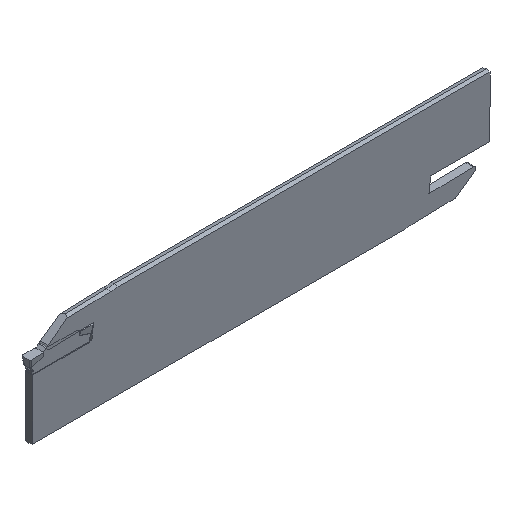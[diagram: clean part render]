
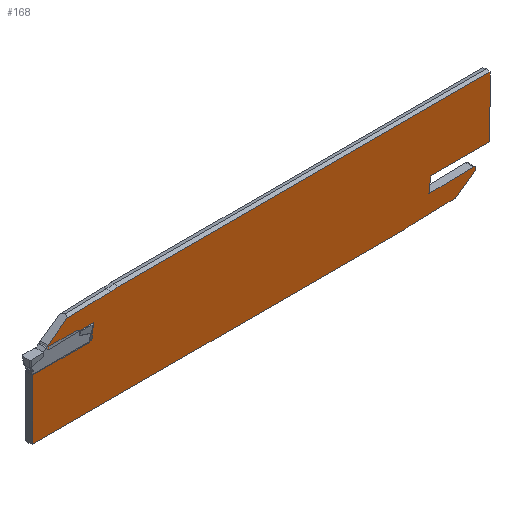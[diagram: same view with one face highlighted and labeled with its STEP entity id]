
A CAD part, isometric view. The second image highlights one B-rep face of the part: STEP entity #168.
In plain terms, the highlighted planar face has unit normal (0, -1, 0).
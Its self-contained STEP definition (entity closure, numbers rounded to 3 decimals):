
#168=ADVANCED_FACE('',(#306),#220,.T.);
#220=PLANE('',#1753);
#306=FACE_OUTER_BOUND('',#398,.T.);
#398=EDGE_LOOP('',(#806,#807,#808,#809,#810,#811,#812,#813,#814,#815,#816,
#817,#818,#819,#820,#821,#822,#823,#824,#825));
#460=CIRCLE('',#1749,25.328);
#461=CIRCLE('',#1750,0.8);
#462=CIRCLE('',#1751,25.328);
#463=CIRCLE('',#1752,0.8);
#806=ORIENTED_EDGE('',*,*,#1245,.T.);
#807=ORIENTED_EDGE('',*,*,#1246,.T.);
#808=ORIENTED_EDGE('',*,*,#1247,.F.);
#809=ORIENTED_EDGE('',*,*,#1240,.F.);
#810=ORIENTED_EDGE('',*,*,#1248,.T.);
#811=ORIENTED_EDGE('',*,*,#1249,.F.);
#812=ORIENTED_EDGE('',*,*,#1250,.T.);
#813=ORIENTED_EDGE('',*,*,#1251,.T.);
#814=ORIENTED_EDGE('',*,*,#1252,.T.);
#815=ORIENTED_EDGE('',*,*,#1253,.T.);
#816=ORIENTED_EDGE('',*,*,#1254,.T.);
#817=ORIENTED_EDGE('',*,*,#1255,.T.);
#818=ORIENTED_EDGE('',*,*,#1256,.T.);
#819=ORIENTED_EDGE('',*,*,#1257,.T.);
#820=ORIENTED_EDGE('',*,*,#1258,.T.);
#821=ORIENTED_EDGE('',*,*,#1259,.F.);
#822=ORIENTED_EDGE('',*,*,#1260,.T.);
#823=ORIENTED_EDGE('',*,*,#1261,.T.);
#824=ORIENTED_EDGE('',*,*,#1262,.T.);
#825=ORIENTED_EDGE('',*,*,#1263,.T.);
#1040=VERTEX_POINT('',#2646);
#1041=VERTEX_POINT('',#2648);
#1044=VERTEX_POINT('',#2658);
#1045=VERTEX_POINT('',#2659);
#1046=VERTEX_POINT('',#2661);
#1047=VERTEX_POINT('',#2664);
#1048=VERTEX_POINT('',#2666);
#1049=VERTEX_POINT('',#2668);
#1050=VERTEX_POINT('',#2670);
#1051=VERTEX_POINT('',#2672);
#1052=VERTEX_POINT('',#2674);
#1053=VERTEX_POINT('',#2676);
#1054=VERTEX_POINT('',#2678);
#1055=VERTEX_POINT('',#2680);
#1056=VERTEX_POINT('',#2682);
#1057=VERTEX_POINT('',#2684);
#1058=VERTEX_POINT('',#2686);
#1059=VERTEX_POINT('',#2688);
#1060=VERTEX_POINT('',#2690);
#1061=VERTEX_POINT('',#2692);
#1240=EDGE_CURVE('',#1040,#1041,#1402,.T.);
#1245=EDGE_CURVE('',#1044,#1045,#1407,.T.);
#1246=EDGE_CURVE('',#1045,#1046,#1408,.T.);
#1247=EDGE_CURVE('',#1041,#1046,#1409,.T.);
#1248=EDGE_CURVE('',#1040,#1047,#1410,.T.);
#1249=EDGE_CURVE('',#1048,#1047,#460,.T.);
#1250=EDGE_CURVE('',#1048,#1049,#1411,.T.);
#1251=EDGE_CURVE('',#1049,#1050,#1412,.T.);
#1252=EDGE_CURVE('',#1050,#1051,#461,.T.);
#1253=EDGE_CURVE('',#1051,#1052,#1413,.T.);
#1254=EDGE_CURVE('',#1052,#1053,#1414,.T.);
#1255=EDGE_CURVE('',#1053,#1054,#1415,.T.);
#1256=EDGE_CURVE('',#1054,#1055,#1416,.T.);
#1257=EDGE_CURVE('',#1055,#1056,#1417,.T.);
#1258=EDGE_CURVE('',#1056,#1057,#1418,.T.);
#1259=EDGE_CURVE('',#1058,#1057,#462,.T.);
#1260=EDGE_CURVE('',#1058,#1059,#1419,.T.);
#1261=EDGE_CURVE('',#1059,#1060,#1420,.T.);
#1262=EDGE_CURVE('',#1060,#1061,#463,.T.);
#1263=EDGE_CURVE('',#1061,#1044,#1421,.T.);
#1402=LINE('',#2647,#1558);
#1407=LINE('',#2657,#1563);
#1408=LINE('',#2660,#1564);
#1409=LINE('',#2662,#1565);
#1410=LINE('',#2663,#1566);
#1411=LINE('',#2667,#1567);
#1412=LINE('',#2669,#1568);
#1413=LINE('',#2673,#1569);
#1414=LINE('',#2675,#1570);
#1415=LINE('',#2677,#1571);
#1416=LINE('',#2679,#1572);
#1417=LINE('',#2681,#1573);
#1418=LINE('',#2683,#1574);
#1419=LINE('',#2687,#1575);
#1420=LINE('',#2689,#1576);
#1421=LINE('',#2693,#1577);
#1558=VECTOR('',#2111,1.);
#1563=VECTOR('',#2120,1.);
#1564=VECTOR('',#2121,1.);
#1565=VECTOR('',#2122,1.);
#1566=VECTOR('',#2123,1.);
#1567=VECTOR('',#2126,1.);
#1568=VECTOR('',#2127,1.);
#1569=VECTOR('',#2130,1.);
#1570=VECTOR('',#2131,1.);
#1571=VECTOR('',#2132,1.);
#1572=VECTOR('',#2133,1.);
#1573=VECTOR('',#2134,1.);
#1574=VECTOR('',#2135,1.);
#1575=VECTOR('',#2138,1.);
#1576=VECTOR('',#2139,1.);
#1577=VECTOR('',#2142,1.);
#1749=AXIS2_PLACEMENT_3D('',#2665,#2124,#2125);
#1750=AXIS2_PLACEMENT_3D('',#2671,#2128,#2129);
#1751=AXIS2_PLACEMENT_3D('',#2685,#2136,#2137);
#1752=AXIS2_PLACEMENT_3D('',#2691,#2140,#2141);
#1753=AXIS2_PLACEMENT_3D('',#2694,#2143,#2144);
#2111=DIRECTION('',(-1.,0.,0.));
#2120=DIRECTION('',(-0.122,0.,-0.993));
#2121=DIRECTION('',(-1.,0.,0.));
#2122=DIRECTION('',(0.,0.,1.));
#2123=DIRECTION('',(-0.1,0.,0.995));
#2124=DIRECTION('',(0.,-1.,0.));
#2125=DIRECTION('',(0.,0.,1.));
#2126=DIRECTION('',(1.,0.,0.026));
#2127=DIRECTION('',(0.819,0.,0.574));
#2128=DIRECTION('',(0.,-1.,0.));
#2129=DIRECTION('',(0.,0.,1.));
#2130=DIRECTION('',(-1.,0.,-0.026));
#2131=DIRECTION('',(0.122,0.,0.993));
#2132=DIRECTION('',(1.,0.,0.));
#2133=DIRECTION('',(0.,0.,1.));
#2134=DIRECTION('',(-1.,0.,0.));
#2135=DIRECTION('',(0.1,0.,-0.995));
#2136=DIRECTION('',(0.,-1.,0.));
#2137=DIRECTION('',(0.,0.,-1.));
#2138=DIRECTION('',(-1.,0.,-0.026));
#2139=DIRECTION('',(-0.819,0.,-0.574));
#2140=DIRECTION('',(0.,-1.,0.));
#2141=DIRECTION('',(0.,0.,-1.));
#2142=DIRECTION('',(1.,0.,0.026));
#2143=DIRECTION('',(0.,-1.,0.));
#2144=DIRECTION('',(0.,0.,-1.));
#2646=CARTESIAN_POINT('',(121.968,0.,-24.357));
#2647=CARTESIAN_POINT('',(150.,0.,-24.357));
#2648=CARTESIAN_POINT('',(0.,0.,-24.357));
#2657=CARTESIAN_POINT('',(19.618,0.,-3.114));
#2658=CARTESIAN_POINT('',(20.028,0.,0.226));
#2659=CARTESIAN_POINT('',(19.441,0.,-4.55));
#2660=CARTESIAN_POINT('',(0.,0.,-4.55));
#2661=CARTESIAN_POINT('',(0.,0.,-4.55));
#2662=CARTESIAN_POINT('',(0.,0.,-24.357));
#2663=CARTESIAN_POINT('',(122.086,0.,-25.533));
#2664=CARTESIAN_POINT('',(121.967,0.,-24.352));
#2665=CARTESIAN_POINT('',(125.156,0.,-49.478));
#2666=CARTESIAN_POINT('',(124.502,0.,-24.159));
#2667=CARTESIAN_POINT('',(124.502,0.,-24.159));
#2668=CARTESIAN_POINT('',(138.569,0.,-23.79));
#2669=CARTESIAN_POINT('',(144.981,0.,-19.301));
#2670=CARTESIAN_POINT('',(144.981,0.,-19.301));
#2671=CARTESIAN_POINT('',(144.522,0.,-18.646));
#2672=CARTESIAN_POINT('',(144.501,0.,-17.846));
#2673=CARTESIAN_POINT('',(136.037,0.,-18.068));
#2674=CARTESIAN_POINT('',(129.972,0.,-18.226));
#2675=CARTESIAN_POINT('',(130.382,0.,-14.886));
#2676=CARTESIAN_POINT('',(130.559,0.,-13.45));
#2677=CARTESIAN_POINT('',(150.,0.,-13.45));
#2678=CARTESIAN_POINT('',(150.,0.,-13.45));
#2679=CARTESIAN_POINT('',(150.,0.,-24.357));
#2680=CARTESIAN_POINT('',(150.,0.,6.357));
#2681=CARTESIAN_POINT('',(150.,0.,6.357));
#2682=CARTESIAN_POINT('',(28.032,0.,6.357));
#2683=CARTESIAN_POINT('',(27.914,0.,7.533));
#2684=CARTESIAN_POINT('',(28.033,0.,6.352));
#2685=CARTESIAN_POINT('',(24.844,0.,31.478));
#2686=CARTESIAN_POINT('',(25.498,0.,6.159));
#2687=CARTESIAN_POINT('',(25.498,0.,6.159));
#2688=CARTESIAN_POINT('',(11.431,0.,5.79));
#2689=CARTESIAN_POINT('',(5.019,0.,1.301));
#2690=CARTESIAN_POINT('',(5.019,0.,1.301));
#2691=CARTESIAN_POINT('',(5.478,0.,0.646));
#2692=CARTESIAN_POINT('',(5.499,0.,-0.154));
#2693=CARTESIAN_POINT('',(13.963,0.,0.068));
#2694=CARTESIAN_POINT('',(150.,0.,-24.357));
